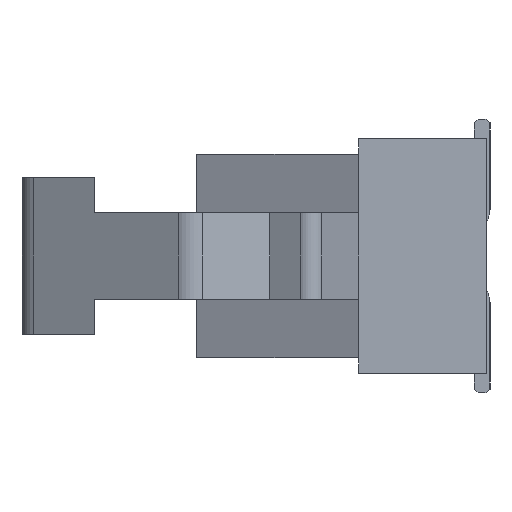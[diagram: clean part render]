
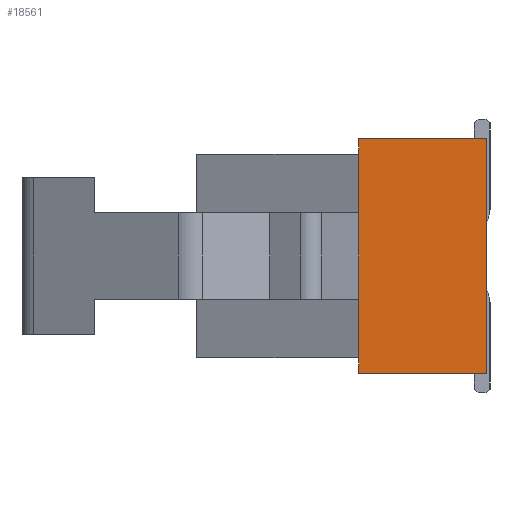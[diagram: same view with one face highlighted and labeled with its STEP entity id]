
A CAD part, left-side view. The second image highlights one B-rep face of the part: STEP entity #18561.
In plain terms, the highlighted planar face has unit normal (-1, 0, 0).
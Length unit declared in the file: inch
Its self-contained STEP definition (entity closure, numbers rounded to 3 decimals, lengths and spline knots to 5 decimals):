
#5403=ORIENTED_EDGE('',*,*,#8301,.T.);
#5404=ORIENTED_EDGE('',*,*,#8192,.F.);
#5405=ORIENTED_EDGE('',*,*,#8203,.T.);
#5406=ORIENTED_EDGE('',*,*,#8302,.F.);
#5407=ORIENTED_EDGE('',*,*,#8303,.T.);
#5408=ORIENTED_EDGE('',*,*,#8264,.F.);
#5409=ORIENTED_EDGE('',*,*,#8304,.F.);
#5410=ORIENTED_EDGE('',*,*,#8305,.F.);
#8192=EDGE_CURVE('',#10063,#10060,#12451,.T.);
#8203=EDGE_CURVE('',#10063,#10070,#12462,.T.);
#8264=EDGE_CURVE('',#10112,#10113,#12523,.T.);
#8301=EDGE_CURVE('',#10086,#10060,#12560,.T.);
#8302=EDGE_CURVE('',#10137,#10070,#12561,.T.);
#8303=EDGE_CURVE('',#10137,#10113,#12562,.T.);
#8304=EDGE_CURVE('',#10138,#10112,#12563,.T.);
#8305=EDGE_CURVE('',#10086,#10138,#12564,.T.);
#10060=VERTEX_POINT('',#29438);
#10063=VERTEX_POINT('',#29443);
#10070=VERTEX_POINT('',#29467);
#10086=VERTEX_POINT('',#29511);
#10112=VERTEX_POINT('',#29582);
#10113=VERTEX_POINT('',#29584);
#10137=VERTEX_POINT('',#29656);
#10138=VERTEX_POINT('',#29659);
#12451=LINE('',#29444,#14912);
#12462=LINE('',#29466,#14923);
#12523=LINE('',#29583,#14984);
#12560=LINE('',#29653,#15021);
#12561=LINE('',#29655,#15022);
#12562=LINE('',#29657,#15023);
#12563=LINE('',#29658,#15024);
#12564=LINE('',#29660,#15025);
#14912=VECTOR('',#24093,39.37008);
#14923=VECTOR('',#24114,39.37008);
#14984=VECTOR('',#24201,39.37008);
#15021=VECTOR('',#24256,39.37008);
#15022=VECTOR('',#24259,39.37008);
#15023=VECTOR('',#24260,39.37008);
#15024=VECTOR('',#24261,39.37008);
#15025=VECTOR('',#24262,39.37008);
#15956=EDGE_LOOP('',(#5403,#5404,#5405,#5406,#5407,#5408,#5409,#5410));
#16861=FACE_BOUND('',#15956,.T.);
#17666=PLANE('',#19710);
#18561=ADVANCED_FACE('',(#16861),#17666,.F.);
#19710=AXIS2_PLACEMENT_3D('',#29654,#24257,#24258);
#24093=DIRECTION('',(0.,0.,1.));
#24114=DIRECTION('',(0.,0.,-1.));
#24201=DIRECTION('',(0.,0.,-1.));
#24256=DIRECTION('',(0.,0.,-1.));
#24257=DIRECTION('',(1.,0.,0.));
#24258=DIRECTION('',(0.,0.,-1.));
#24259=DIRECTION('',(0.,0.,1.));
#24260=DIRECTION('',(0.,-1.,0.));
#24261=DIRECTION('',(0.,-1.,0.));
#24262=DIRECTION('',(0.,0.,1.));
#29438=CARTESIAN_POINT('',(-1.334,0.163,0.055));
#29443=CARTESIAN_POINT('',(-1.334,0.163,-0.055));
#29444=CARTESIAN_POINT('',(-1.334,0.163,-0.055));
#29466=CARTESIAN_POINT('',(-1.334,0.163,0.13));
#29467=CARTESIAN_POINT('',(-1.334,0.163,-0.13));
#29511=CARTESIAN_POINT('',(-1.334,0.163,0.13));
#29582=CARTESIAN_POINT('',(-1.334,0.,0.15));
#29583=CARTESIAN_POINT('',(-1.334,0.,0.13));
#29584=CARTESIAN_POINT('',(-1.334,0.,-0.15));
#29653=CARTESIAN_POINT('',(-1.334,0.163,0.13));
#29654=CARTESIAN_POINT('',(-1.334,0.163,0.13));
#29655=CARTESIAN_POINT('',(-1.334,0.163,-0.15));
#29656=CARTESIAN_POINT('',(-1.334,0.163,-0.15));
#29657=CARTESIAN_POINT('',(-1.334,0.163,-0.15));
#29658=CARTESIAN_POINT('',(-1.334,0.163,0.15));
#29659=CARTESIAN_POINT('',(-1.334,0.163,0.15));
#29660=CARTESIAN_POINT('',(-1.334,0.163,-0.15));
